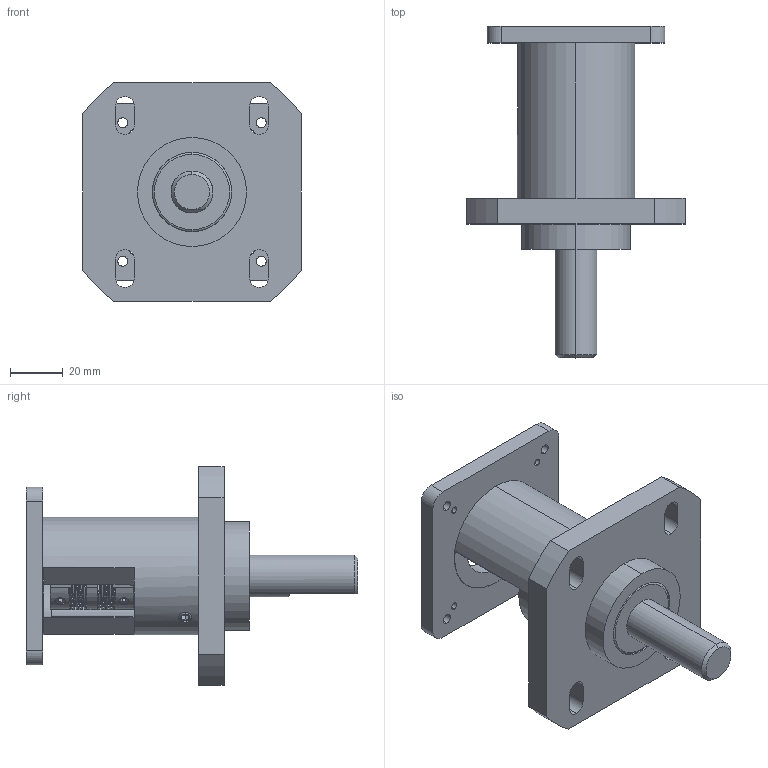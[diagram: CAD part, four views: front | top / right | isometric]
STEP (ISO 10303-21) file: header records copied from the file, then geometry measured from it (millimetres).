
FILE_DESCRIPTION (( 'STEP AP203' ), '1' );
FILE_NAME ('11008-000 with H25 encoder.STEP', '2019-04-11T15:44:53', ( '' ), ( '' ), 'SwSTEP 2.0', 'SolidWorks 2017', '' );
FILE_SCHEMA (( 'CONFIG_CONTROL_DESIGN' ));
Length unit declared in the file: inch
Products named in the file (5): 10069_10069-001; H40 spindle_39005-015; 375-375 coupling; socket set screw cup point_ai_SSCUPSKT 0.19-24x0.25-HX-N; 11008-000 with H25 encoder
Assembly tree (4 placements, depth 2):
  11008-000 with H25 encoder
    10069_10069-001
    H40 spindle_39005-015
    375-375 coupling
    socket set screw cup point_ai_SSCUPSKT 0.19-24x0.25-HX-N
Bounding box: 82.55 x 125.6 x 82.55 mm (x, y, z)
Volume: 167986.2 mm3; surface area: 57926.3 mm2
Topology: 4 solids, 4 shells, 229 faces, 606 edges, 396 vertices
Faces by surface type: cylinder 128, plane 85, cone 8, torus 4, bspline 4
Entity records: 10447 total; most frequent: CARTESIAN_POINT 4384, ORIENTED_EDGE 1208, DIRECTION 1110, EDGE_CURVE 604, AXIS2_PLACEMENT_3D 398, VERTEX_POINT 396, VECTOR 314, LINE 314
